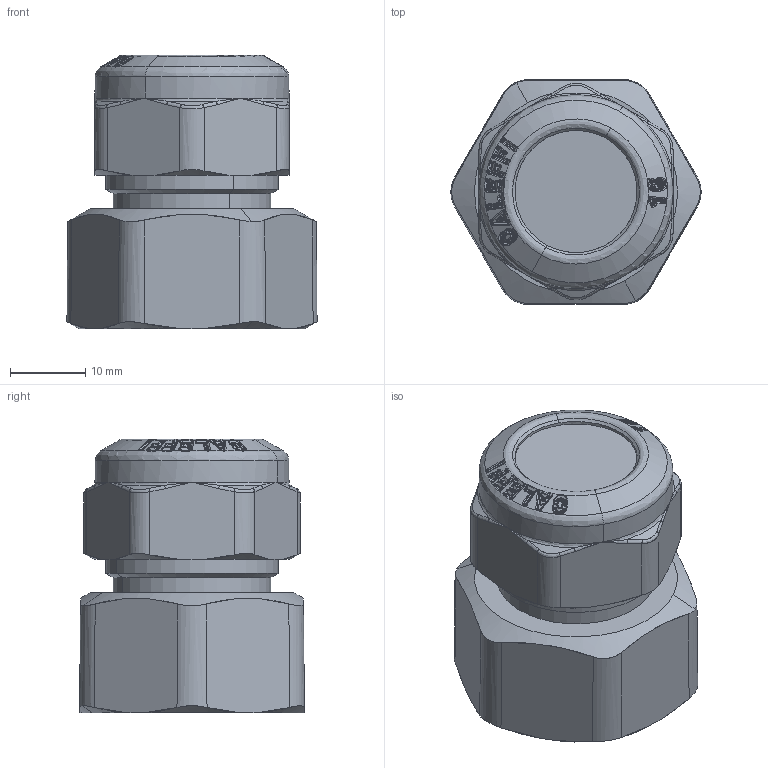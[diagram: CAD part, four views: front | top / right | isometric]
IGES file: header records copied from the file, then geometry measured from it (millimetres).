
Start section: START RECORD GO HERE.
Global section: file name: IGES_900518_-_TST.igs; native system: DASSAULT SYSTEMES CATIA Version 5-6 Release 2020 - www.3ds.com; preprocessor: V5-6R2020_5.30.5.0.09-01-2021.20.00; author: advantage; organization: CALEFFI; date: 20250715.154705; units: millimetre
Bounding box: 33.26 x 29.9 x 36.4 mm (x, y, z)
Surface area: 6303.7 mm2 (no closed solid volume)
Topology: 0 solids, 0 shells, 664 faces, 3089 edges, 3048 vertices
Faces by surface type: bspline 533, revolution 114, plane 17
